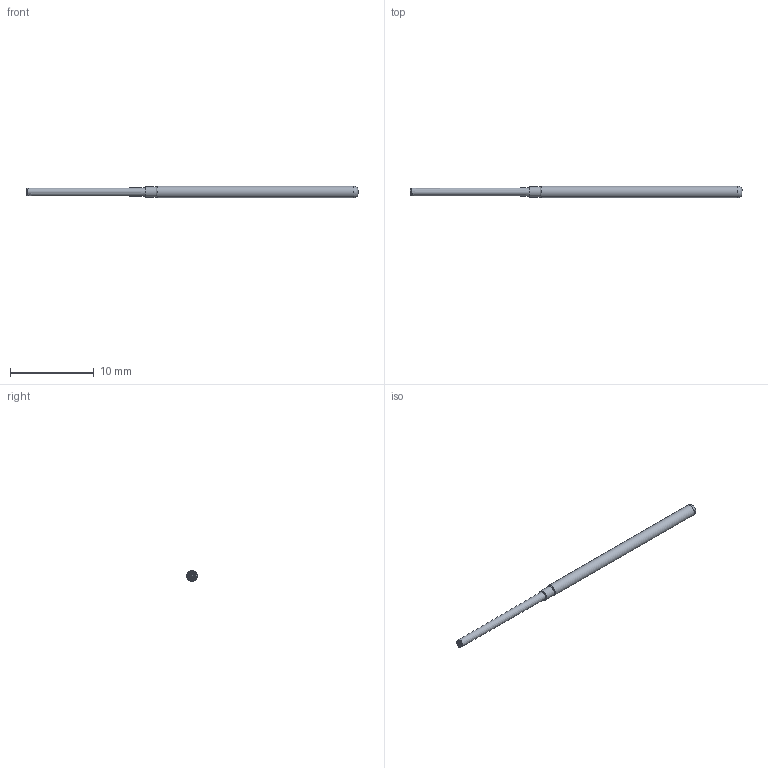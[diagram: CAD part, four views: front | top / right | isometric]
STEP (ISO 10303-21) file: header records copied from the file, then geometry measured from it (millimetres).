
FILE_DESCRIPTION (( 'STEP AP214' ), '1' );
FILE_NAME ('100-PRP5079.STEP', '2019-11-27T14:14:34', ( '' ), ( '' ), 'SwSTEP 2.0', 'SolidWorks 2018', '' );
FILE_SCHEMA (( 'AUTOMOTIVE_DESIGN' ));
Length unit declared in the file: inch
Products named in the file (1): 100-PRP5079
Bounding box: 39.62 x 1.37 x 1.37 mm (x, y, z)
Volume: 46.5 mm3; surface area: 152 mm2
Topology: 1 solids, 1 shells, 137 faces, 339 edges, 205 vertices
Faces by surface type: plane 81, cylinder 53, cone 2, torus 1
Full cylindrical faces by diameter (mm): 1.219 x1, 1.367 x1
Entity records: 5682 total; most frequent: CARTESIAN_POINT 1071, ORIENTED_EDGE 666, DIRECTION 483, EDGE_CURVE 333, VERTEX_POINT 204, VECTOR 195, LINE 195, AXIS2_PLACEMENT_3D 144
